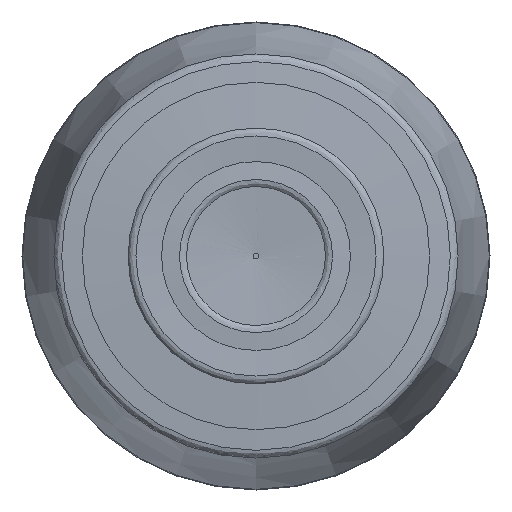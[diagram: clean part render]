
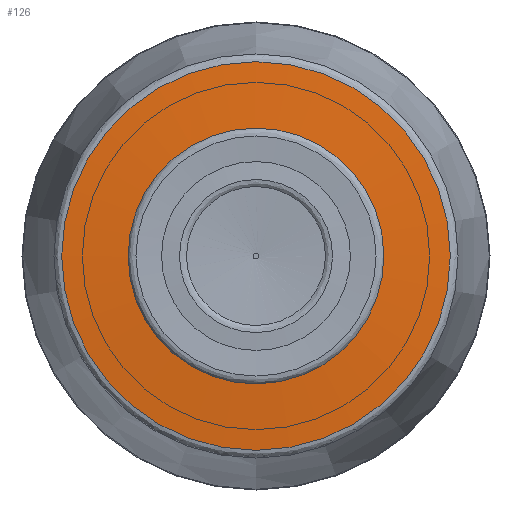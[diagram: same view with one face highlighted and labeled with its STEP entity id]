
A CAD part, left-side view. The second image highlights one B-rep face of the part: STEP entity #126.
In plain terms, the highlighted face is a revolution surface.
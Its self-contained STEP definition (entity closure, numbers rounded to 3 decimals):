
#28=SURFACE_OF_REVOLUTION('',#50,#39);
#39=AXIS1_PLACEMENT('',#688,#582);
#50=LINE('',#687,#57);
#57=VECTOR('',#581,6.266);
#126=ADVANCED_FACE('',(#183,#184),#28,.T.);
#183=FACE_BOUND('',#247,.T.);
#184=FACE_BOUND('',#248,.T.);
#247=EDGE_LOOP('',(#311));
#248=EDGE_LOOP('',(#312));
#311=ORIENTED_EDGE('',*,*,#387,.F.);
#312=ORIENTED_EDGE('',*,*,#388,.F.);
#355=VERTEX_POINT('',#684);
#356=VERTEX_POINT('',#686);
#387=EDGE_CURVE('',#355,#355,#419,.T.);
#388=EDGE_CURVE('',#356,#356,#420,.T.);
#419=CIRCLE('',#475,18.267);
#420=CIRCLE('',#476,12.023);
#475=AXIS2_PLACEMENT_3D('',#683,#577,#578);
#476=AXIS2_PLACEMENT_3D('',#685,#579,#580);
#577=DIRECTION('',(1.,0.,0.));
#578=DIRECTION('',(0.,0.,-1.));
#579=DIRECTION('',(-1.,0.,0.));
#580=DIRECTION('',(0.,0.,-1.));
#581=DIRECTION('',(0.07,-0.998,0.));
#582=DIRECTION('',(1.,0.,0.));
#683=CARTESIAN_POINT('',(0.841,0.,0.));
#684=CARTESIAN_POINT('',(0.841,0.,-18.267));
#685=CARTESIAN_POINT('',(0.403,0.,0.));
#686=CARTESIAN_POINT('',(0.403,0.,-12.023));
#687=CARTESIAN_POINT('',(0.403,-12.003,0.7));
#688=CARTESIAN_POINT('',(10.,0.,0.));
